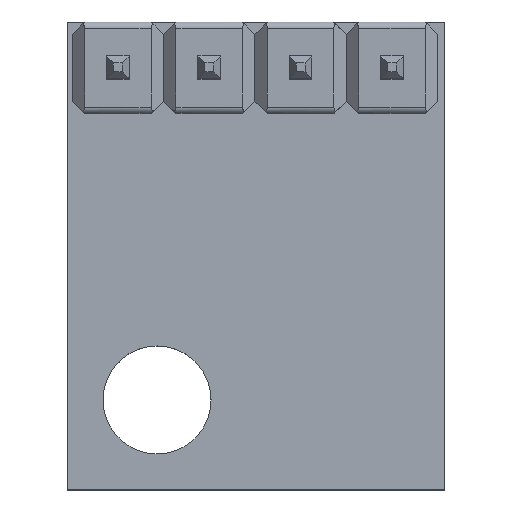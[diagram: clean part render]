
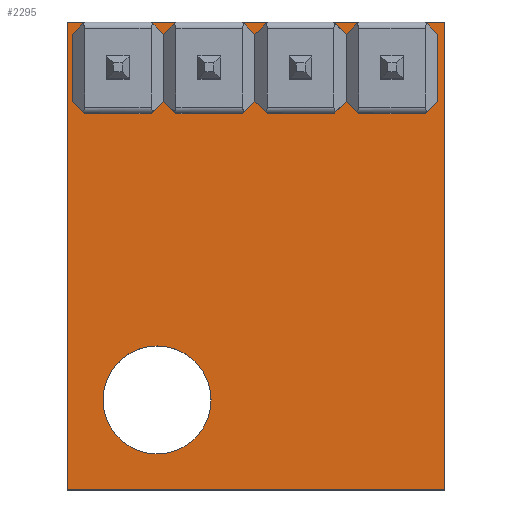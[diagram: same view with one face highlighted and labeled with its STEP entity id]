
A CAD part, top view. The second image highlights one B-rep face of the part: STEP entity #2295.
In plain terms, the highlighted face is planar.
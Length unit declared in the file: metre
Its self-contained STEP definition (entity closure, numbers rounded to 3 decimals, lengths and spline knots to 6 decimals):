
#98 = CARTESIAN_POINT ( 'NONE',  ( -0.005, 0.005, 0. ) ) ;
#185 = CARTESIAN_POINT ( 'NONE',  ( -0.005, 0.005, 0. ) ) ;
#242 = CARTESIAN_POINT ( 'NONE',  ( 0.0055, 0.0025, 0. ) ) ;
#308 = EDGE_CURVE ( 'NONE', #541, #1951, #4746, .T. ) ;
#358 = CARTESIAN_POINT ( 'NONE',  ( -0.005, -0.0055, 0. ) ) ;
#485 = AXIS2_PLACEMENT_3D ( 'NONE', #242, #656, #3793 ) ;
#520 = FACE_BOUND ( 'NONE', #1170, .T. ) ;
#541 = VERTEX_POINT ( 'NONE', #983 ) ;
#562 = DIRECTION ( 'NONE',  ( 0., -1., 0. ) ) ;
#656 = DIRECTION ( 'NONE',  ( 0., 0., 1. ) ) ;
#659 = VECTOR ( 'NONE', #868, 1. ) ;
#868 = DIRECTION ( 'NONE',  ( 0., 1., 0. ) ) ;
#983 = CARTESIAN_POINT ( 'NONE',  ( 0.004, 0.0025, 0. ) ) ;
#1055 = DIRECTION ( 'NONE',  ( 1., 0., 0. ) ) ;
#1087 = CIRCLE ( 'NONE', #2942, 0.0015 ) ;
#1170 = EDGE_LOOP ( 'NONE', ( #4922, #4818 ) ) ;
#1223 = VERTEX_POINT ( 'NONE', #3734 ) ;
#1247 = CARTESIAN_POINT ( 'NONE',  ( 0.008, 0.005, 0. ) ) ;
#1310 = EDGE_CURVE ( 'NONE', #3028, #1496, #2823, .T. ) ;
#1396 = VECTOR ( 'NONE', #1055, 1. ) ;
#1496 = VERTEX_POINT ( 'NONE', #358 ) ;
#1661 = CARTESIAN_POINT ( 'NONE',  ( -0.005, 0.005, 0. ) ) ;
#1813 = CARTESIAN_POINT ( 'NONE',  ( 0.0055, 0.0025, 0. ) ) ;
#1895 = LINE ( 'NONE', #1661, #3883 ) ;
#1951 = VERTEX_POINT ( 'NONE', #2025 ) ;
#2025 = CARTESIAN_POINT ( 'NONE',  ( 0.007, 0.0025, 0. ) ) ;
#2127 = EDGE_CURVE ( 'NONE', #1951, #541, #1087, .T. ) ;
#2202 = LINE ( 'NONE', #4587, #1396 ) ;
#2295 = ADVANCED_FACE ( 'NONE', ( #520, #4427 ), #2778, .F. ) ;
#2635 = DIRECTION ( 'NONE',  ( 0., 0., 1. ) ) ;
#2705 = LINE ( 'NONE', #1247, #659 ) ;
#2778 = PLANE ( 'NONE',  #4638 ) ;
#2823 = LINE ( 'NONE', #185, #4995 ) ;
#2870 = VERTEX_POINT ( 'NONE', #4222 ) ;
#2890 = CARTESIAN_POINT ( 'NONE',  ( 0., 0., 0. ) ) ;
#2942 = AXIS2_PLACEMENT_3D ( 'NONE', #1813, #2635, #3022 ) ;
#3022 = DIRECTION ( 'NONE',  ( 1., 0., 0. ) ) ;
#3028 = VERTEX_POINT ( 'NONE', #98 ) ;
#3539 = ORIENTED_EDGE ( 'NONE', *, *, #4893, .F. ) ;
#3570 = ORIENTED_EDGE ( 'NONE', *, *, #4473, .F. ) ;
#3640 = DIRECTION ( 'NONE',  ( 0., 0., 1. ) ) ;
#3734 = CARTESIAN_POINT ( 'NONE',  ( 0.008, -0.0055, 0. ) ) ;
#3793 = DIRECTION ( 'NONE',  ( 1., 0., 0. ) ) ;
#3883 = VECTOR ( 'NONE', #4783, 1. ) ;
#3909 = EDGE_LOOP ( 'NONE', ( #4665, #3539, #4098, #3570 ) ) ;
#4039 = DIRECTION ( 'NONE',  ( 1., 0., 0. ) ) ;
#4098 = ORIENTED_EDGE ( 'NONE', *, *, #4927, .F. ) ;
#4222 = CARTESIAN_POINT ( 'NONE',  ( 0.008, 0.005, 0. ) ) ;
#4427 = FACE_OUTER_BOUND ( 'NONE', #3909, .T. ) ;
#4473 = EDGE_CURVE ( 'NONE', #1496, #1223, #2202, .T. ) ;
#4587 = CARTESIAN_POINT ( 'NONE',  ( -0.005, -0.0055, 0. ) ) ;
#4638 = AXIS2_PLACEMENT_3D ( 'NONE', #2890, #3640, #4039 ) ;
#4665 = ORIENTED_EDGE ( 'NONE', *, *, #1310, .F. ) ;
#4746 = CIRCLE ( 'NONE', #485, 0.0015 ) ;
#4783 = DIRECTION ( 'NONE',  ( -1., 0., 0. ) ) ;
#4818 = ORIENTED_EDGE ( 'NONE', *, *, #308, .T. ) ;
#4893 = EDGE_CURVE ( 'NONE', #2870, #3028, #1895, .T. ) ;
#4922 = ORIENTED_EDGE ( 'NONE', *, *, #2127, .T. ) ;
#4927 = EDGE_CURVE ( 'NONE', #1223, #2870, #2705, .T. ) ;
#4995 = VECTOR ( 'NONE', #562, 1. ) ;
